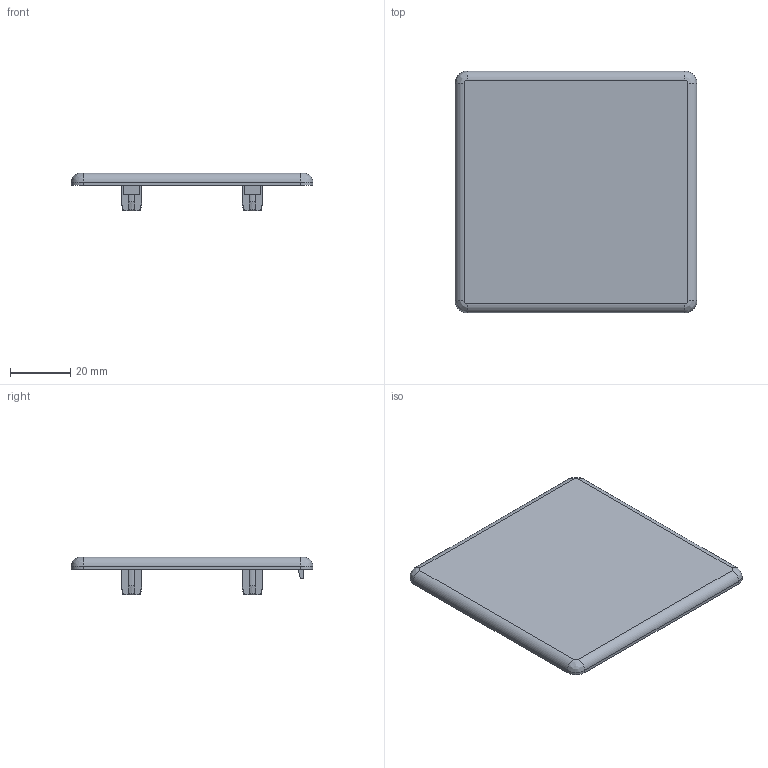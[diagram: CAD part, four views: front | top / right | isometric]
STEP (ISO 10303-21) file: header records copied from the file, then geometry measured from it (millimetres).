
FILE_DESCRIPTION(/* description */ ('Abdeckkappe 80x80 lichtgrau'),/* implementation_level */ '2;1');
FILE_NAME(/* name */ '281005032 Abdeckkappe 80x80 lichtgrau.stp',/* time_stamp */ '2020-09-23T16:17:42+02:00',/* author */ ('wheldmann'),/* organization */ (''),/* preprocessor_version */ 'ST-DEVELOPER v17.2',/* originating_system */ 'Autodesk Inventor 2019',/* authorisation */ ' ');
FILE_SCHEMA (('AUTOMOTIVE_DESIGN { 1 0 10303 214 3 1 1 }'));
Length unit declared in the file: millimetre
Products named in the file (1): 281005032
Bounding box: 80 x 80 x 12.5 mm (x, y, z)
Volume: 20452.8 mm3; surface area: 15015.1 mm2
Topology: 1 solids, 1 shells, 151 faces, 418 edges, 276 vertices
Faces by surface type: plane 83, cylinder 32, cone 16, torus 16, bspline 4
Entity records: 5057 total; most frequent: CARTESIAN_POINT 1230, ORIENTED_EDGE 836, DIRECTION 750, EDGE_CURVE 418, VERTEX_POINT 276, LINE 254, VECTOR 254, AXIS2_PLACEMENT_3D 248
